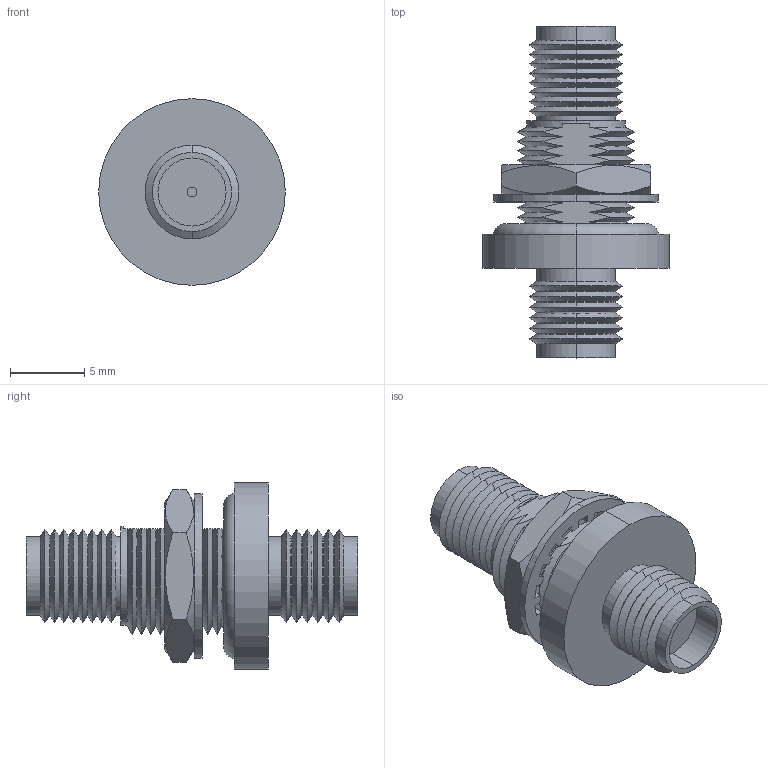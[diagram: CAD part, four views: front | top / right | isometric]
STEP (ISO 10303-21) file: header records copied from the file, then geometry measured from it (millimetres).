
FILE_DESCRIPTION (( 'STEP AP214' ), '1' );
FILE_NAME ('BA21.STEP', '2019-04-22T13:53:53', ( '' ), ( '' ), 'SwSTEP 2.0', 'SolidWorks 2018', '' );
FILE_SCHEMA (( 'AUTOMOTIVE_DESIGN' ));
Length unit declared in the file: inch
Products named in the file (5): BA21-MA1; BA21; BA21-MA2; BA21-MA3
Assembly tree (4 placements, depth 2):
  BA21
    BA21
    BA21-MA3
    BA21-MA1
    BA21-MA2
Bounding box: 12.52 x 22.28 x 12.52 mm (x, y, z)
Volume: 898.5 mm3; surface area: 1648.8 mm2
Topology: 4 solids, 4 shells, 233 faces, 580 edges, 361 vertices
Faces by surface type: cone 93, plane 78, cylinder 58, torus 4
Entity records: 7776 total; most frequent: CARTESIAN_POINT 1442, DIRECTION 1215, ORIENTED_EDGE 1160, EDGE_CURVE 580, AXIS2_PLACEMENT_3D 456, VERTEX_POINT 361, VECTOR 303, LINE 303
